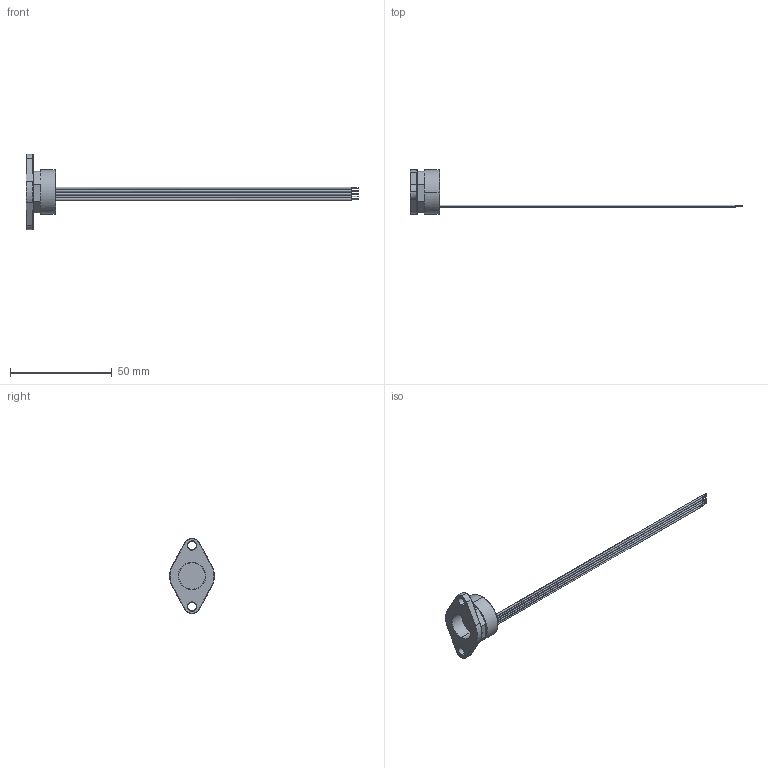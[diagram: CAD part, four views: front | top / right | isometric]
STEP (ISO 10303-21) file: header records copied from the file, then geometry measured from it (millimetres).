
FILE_DESCRIPTION(/* description */ (''),/* implementation_level */ '2;1');
FILE_NAME(/* name */ 'erck',/* time_stamp */ '2019-02-27T14:29:05-08:00',/* author */ (''),/* organization */ (''),/* preprocessor_version */ 'ST-DEVELOPER v15',/* originating_system */ '',/* authorisation */ '');
FILE_SCHEMA (('AUTOMOTIVE_DESIGN'));
Length unit declared in the file: millimetre
Products named in the file (1): Document
Bounding box: 163.1 x 22 x 37 mm (x, y, z)
Surface area: 5494 mm2 (no closed solid volume)
Topology: 0 solids, 5 shells, 99 faces, 248 edges, 154 vertices
Faces by surface type: bspline 69, plane 30
Entity records: 5496 total; most frequent: CARTESIAN_POINT 4134, ORIENTED_EDGE 449, EDGE_CURVE 247, VERTEX_POINT 153, EDGE_LOOP 112, ADVANCED_FACE 99, FACE_OUTER_BOUND 99, B_SPLINE_CURVE_WITH_KNOTS 55
